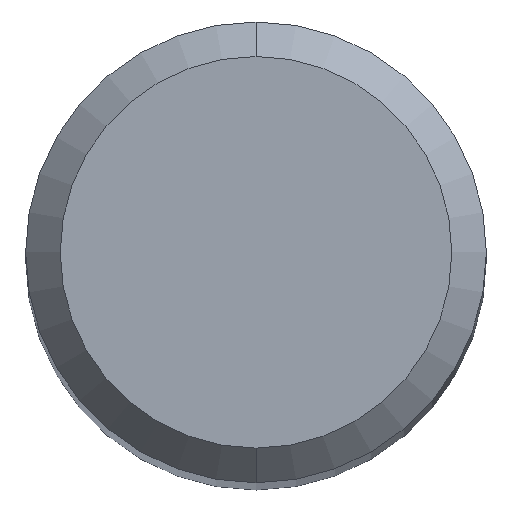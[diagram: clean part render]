
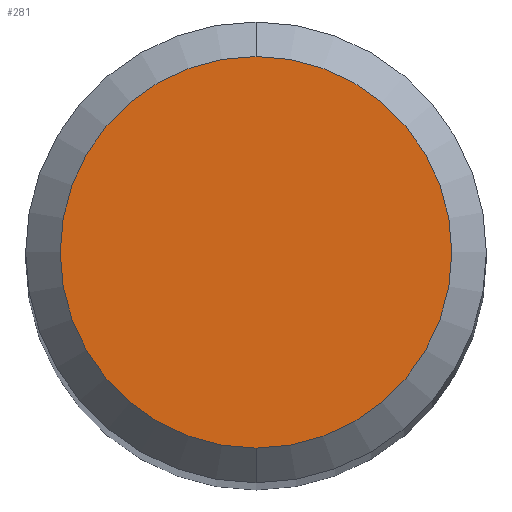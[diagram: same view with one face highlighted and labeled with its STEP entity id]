
A CAD part, top view. The second image highlights one B-rep face of the part: STEP entity #281.
In plain terms, the highlighted planar face has unit normal (0, 0, 1).
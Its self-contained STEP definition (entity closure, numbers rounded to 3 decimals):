
#221=EDGE_CURVE('',#395,#225,#518,.T.);
#225=VERTEX_POINT('',#522);
#237=EDGE_CURVE('',#225,#395,#535,.T.);
#281=ADVANCED_FACE('',(#584),#585,.T.);
#395=VERTEX_POINT('',#712);
#518=CIRCLE('',#898,1.7);
#522=CARTESIAN_POINT('',(0.,-1.7,35.35));
#535=CIRCLE('',#918,1.7);
#584=FACE_OUTER_BOUND('',#1006,.T.);
#585=PLANE('',#1007);
#712=CARTESIAN_POINT('',(0.0,1.7,35.35));
#898=AXIS2_PLACEMENT_3D('',#1498,#1499,#1500);
#918=AXIS2_PLACEMENT_3D('',#1515,#1516,#1517);
#1006=EDGE_LOOP('',(#1567,#1568));
#1007=AXIS2_PLACEMENT_3D('',#1569,#1570,#1571);
#1498=CARTESIAN_POINT('',(0.0,0.0,35.35));
#1499=DIRECTION('',(0.0,0.0,-1.0));
#1500=DIRECTION('',(0.0,1.0,0.0));
#1515=CARTESIAN_POINT('',(0.0,0.0,35.35));
#1516=DIRECTION('',(0.0,0.0,-1.0));
#1517=DIRECTION('',(0.0,1.0,0.0));
#1567=ORIENTED_EDGE('',*,*,#221,.F.);
#1568=ORIENTED_EDGE('',*,*,#237,.F.);
#1569=CARTESIAN_POINT('',(0.0,0.85,35.35));
#1570=DIRECTION('',(-0.0,0.0,1.0));
#1571=DIRECTION('',(0.0,-1.0,0.0));
